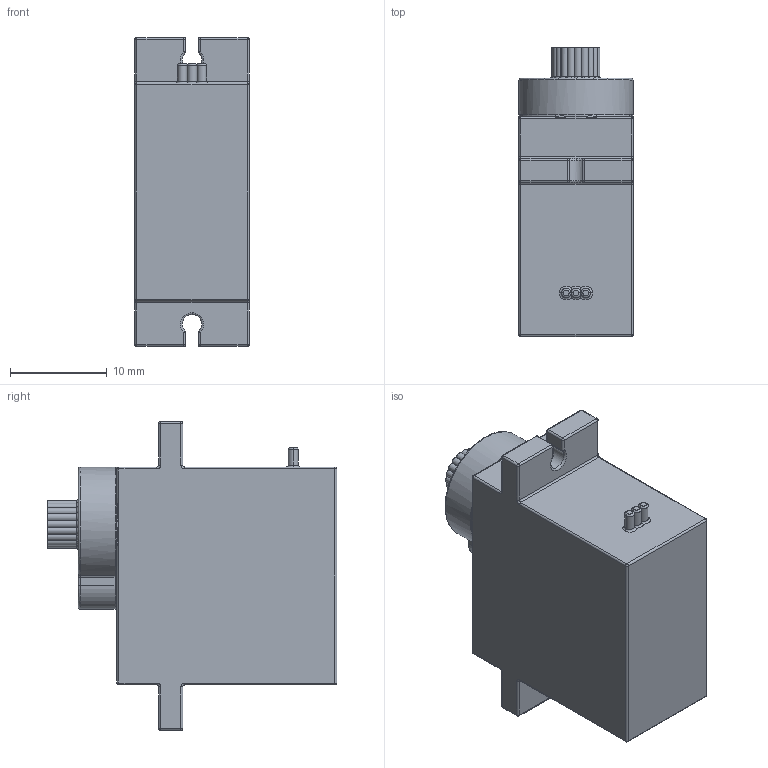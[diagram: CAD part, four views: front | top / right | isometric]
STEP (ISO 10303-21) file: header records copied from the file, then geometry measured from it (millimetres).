
FILE_DESCRIPTION (( 'STEP AP214' ), '1' );
FILE_NAME ('Servo TowerPro 9g SG90.STEP', '2021-04-03T23:53:46', ( '' ), ( '' ), 'SwSTEP 2.0', 'SolidWorks 2020', '' );
FILE_SCHEMA (( 'AUTOMOTIVE_DESIGN' ));
Length unit declared in the file: millimetre
Products named in the file (1): Servo TowerPro 9g SG90
Bounding box: 11.8 x 29.9 x 31.9 mm (x, y, z)
Volume: 6822.1 mm3; surface area: 2586 mm2
Topology: 1 solids, 1 shells, 269 faces, 669 edges, 371 vertices
Faces by surface type: cylinder 124, torus 63, sphere 34, plane 30, bspline 18
Entity records: 11978 total; most frequent: CARTESIAN_POINT 2865, DIRECTION 1353, ORIENTED_EDGE 1270, EDGE_CURVE 635, AXIS2_PLACEMENT_3D 583, VERTEX_POINT 371, CIRCLE 331, EDGE_LOOP 272
